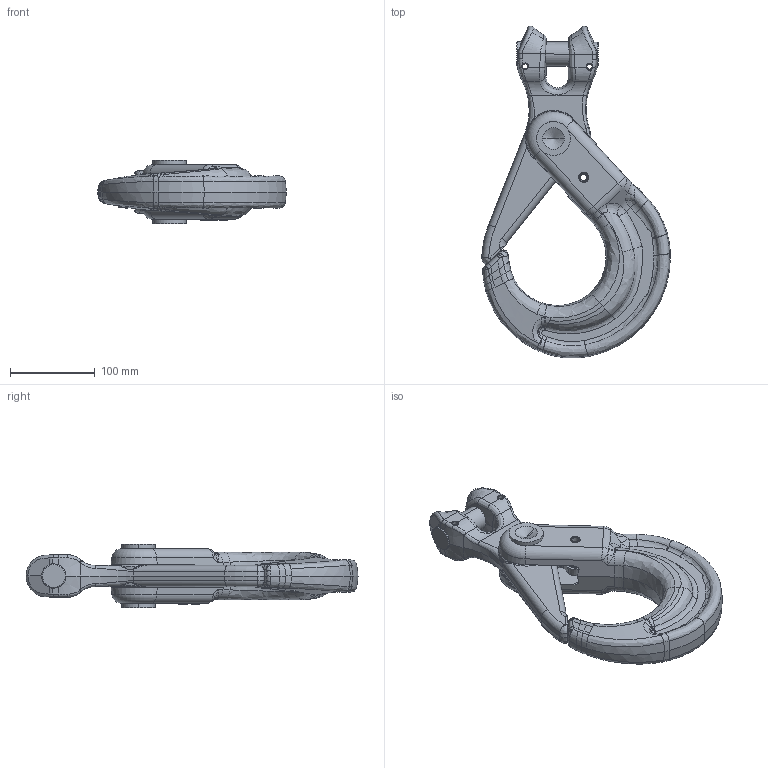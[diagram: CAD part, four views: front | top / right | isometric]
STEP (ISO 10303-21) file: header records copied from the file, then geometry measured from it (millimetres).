
FILE_DESCRIPTION((''),'2;1');
FILE_NAME('CROSBY_1317_088-22MM_1029080','2007-08-15T',('ADoughty'),('The Crosby Group, Inc.'),'PRO/ENGINEER BY PARAMETRIC TECHNOLOGY CORPORATION, 2006080','PRO/ENGINEER BY PARAMETRIC TECHNOLOGY CORPORATION, 2006080','');
FILE_SCHEMA(('CONFIG_CONTROL_DESIGN'));
Length unit declared in the file: inch
Products named in the file (1): CROSBY_1317_088-22MM_1029080
Bounding box: 223.22 x 392.68 x 75 mm (x, y, z)
Volume: 1559679.4 mm3; surface area: 204101.7 mm2
Topology: 3 solids, 3 shells, 903 faces, 2430 edges, 1555 vertices
Faces by surface type: plane 357, bspline 233, extrusion 118, cylinder 97, cone 60, torus 34, sphere 4
Entity records: 58024 total; most frequent: CARTESIAN_POINT 37834, ORIENTED_EDGE 4838, DIRECTION 2994, EDGE_CURVE 2419, VERTEX_POINT 1555, VECTOR 1202, B_SPLINE_CURVE_WITH_KNOTS 1109, LINE 1084
